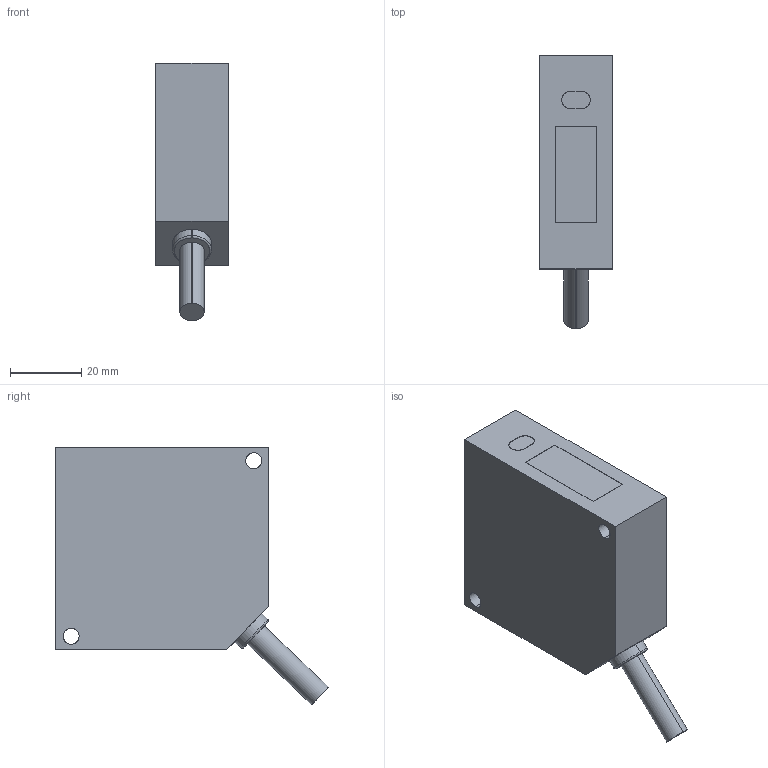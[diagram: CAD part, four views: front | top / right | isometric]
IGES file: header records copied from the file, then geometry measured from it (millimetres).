
Start section: SolidWorks IGES file using analytic representation for surfaces
Global section: file name: hl-g103-a-c5.IGS; native system: SolidWorks 2007; preprocessor: SolidWorks 2007; author: sy1395; date: 101001.172640; units: millimetre
Bounding box: 20.4 x 76.87 x 72.5 mm (x, y, z)
Surface area: 12495 mm2 (no closed solid volume)
Topology: 0 solids, 0 shells, 68 faces, 738 edges, 738 vertices
Faces by surface type: bspline 53, revolution 15
